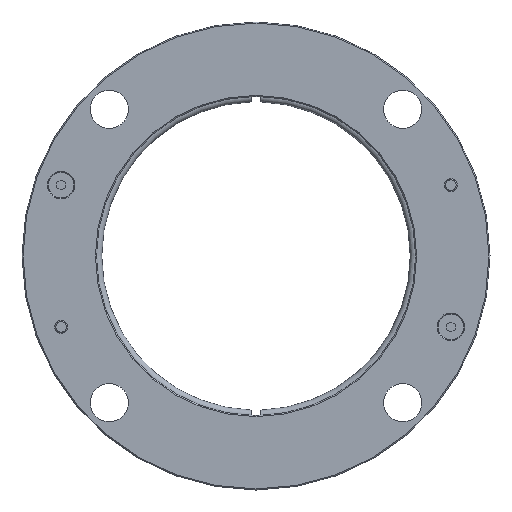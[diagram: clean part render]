
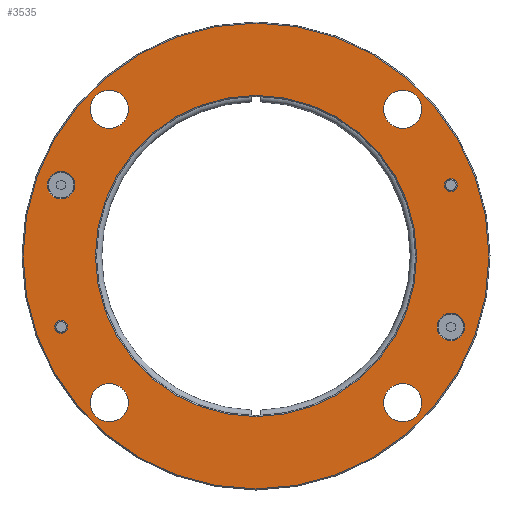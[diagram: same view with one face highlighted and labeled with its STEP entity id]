
A CAD part, front view. The second image highlights one B-rep face of the part: STEP entity #3535.
In plain terms, the highlighted face is planar.
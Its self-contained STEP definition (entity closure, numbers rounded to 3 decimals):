
#239=FACE_BOUND('',#570,.T.);
#240=FACE_BOUND('',#571,.T.);
#241=FACE_BOUND('',#572,.T.);
#242=FACE_BOUND('',#573,.T.);
#243=FACE_BOUND('',#574,.T.);
#244=FACE_BOUND('',#575,.T.);
#245=FACE_BOUND('',#576,.T.);
#246=FACE_BOUND('',#577,.T.);
#247=FACE_BOUND('',#578,.T.);
#274=PLANE('',#3802);
#379=FACE_OUTER_BOUND('',#569,.T.);
#569=EDGE_LOOP('',(#2342));
#570=EDGE_LOOP('',(#2343));
#571=EDGE_LOOP('',(#2344));
#572=EDGE_LOOP('',(#2345));
#573=EDGE_LOOP('',(#2346));
#574=EDGE_LOOP('',(#2347));
#575=EDGE_LOOP('',(#2348));
#576=EDGE_LOOP('',(#2349));
#577=EDGE_LOOP('',(#2350));
#578=EDGE_LOOP('',(#2351));
#1449=CIRCLE('',#3800,6.5);
#1451=CIRCLE('',#3803,109.5);
#1452=CIRCLE('',#3804,6.5);
#1453=CIRCLE('',#3805,3.);
#1454=CIRCLE('',#3806,3.);
#1455=CIRCLE('',#3807,9.);
#1456=CIRCLE('',#3808,9.);
#1457=CIRCLE('',#3809,9.);
#1458=CIRCLE('',#3810,9.);
#1459=CIRCLE('',#3811,75.5);
#1499=VERTEX_POINT('',#4689);
#1501=VERTEX_POINT('',#4695);
#1502=VERTEX_POINT('',#4697);
#1503=VERTEX_POINT('',#4699);
#1504=VERTEX_POINT('',#4701);
#1505=VERTEX_POINT('',#4703);
#1506=VERTEX_POINT('',#4705);
#1507=VERTEX_POINT('',#4707);
#1508=VERTEX_POINT('',#4709);
#1509=VERTEX_POINT('',#4711);
#1834=EDGE_CURVE('',#1499,#1499,#1449,.T.);
#1837=EDGE_CURVE('',#1501,#1501,#1451,.T.);
#1838=EDGE_CURVE('',#1502,#1502,#1452,.T.);
#1839=EDGE_CURVE('',#1503,#1503,#1453,.T.);
#1840=EDGE_CURVE('',#1504,#1504,#1454,.T.);
#1841=EDGE_CURVE('',#1505,#1505,#1455,.T.);
#1842=EDGE_CURVE('',#1506,#1506,#1456,.T.);
#1843=EDGE_CURVE('',#1507,#1507,#1457,.T.);
#1844=EDGE_CURVE('',#1508,#1508,#1458,.T.);
#1845=EDGE_CURVE('',#1509,#1509,#1459,.T.);
#2342=ORIENTED_EDGE('',*,*,#1837,.F.);
#2343=ORIENTED_EDGE('',*,*,#1838,.F.);
#2344=ORIENTED_EDGE('',*,*,#1839,.T.);
#2345=ORIENTED_EDGE('',*,*,#1840,.T.);
#2346=ORIENTED_EDGE('',*,*,#1841,.T.);
#2347=ORIENTED_EDGE('',*,*,#1842,.T.);
#2348=ORIENTED_EDGE('',*,*,#1843,.T.);
#2349=ORIENTED_EDGE('',*,*,#1844,.T.);
#2350=ORIENTED_EDGE('',*,*,#1845,.F.);
#2351=ORIENTED_EDGE('',*,*,#1834,.F.);
#3535=ADVANCED_FACE('',(#379,#239,#240,#241,#242,#243,#244,#245,#246,#247),
#274,.T.);
#3800=AXIS2_PLACEMENT_3D('',#4690,#3990,#3991);
#3802=AXIS2_PLACEMENT_3D('',#4694,#3995,#3996);
#3803=AXIS2_PLACEMENT_3D('',#4696,#3997,#3998);
#3804=AXIS2_PLACEMENT_3D('',#4698,#3999,#4000);
#3805=AXIS2_PLACEMENT_3D('',#4700,#4001,#4002);
#3806=AXIS2_PLACEMENT_3D('',#4702,#4003,#4004);
#3807=AXIS2_PLACEMENT_3D('',#4704,#4005,#4006);
#3808=AXIS2_PLACEMENT_3D('',#4706,#4007,#4008);
#3809=AXIS2_PLACEMENT_3D('',#4708,#4009,#4010);
#3810=AXIS2_PLACEMENT_3D('',#4710,#4011,#4012);
#3811=AXIS2_PLACEMENT_3D('',#4712,#4013,#4014);
#3990=DIRECTION('center_axis',(0.,1.,0.));
#3991=DIRECTION('ref_axis',(1.,0.,0.));
#3995=DIRECTION('center_axis',(0.,1.,0.));
#3996=DIRECTION('ref_axis',(0.,0.,1.));
#3997=DIRECTION('center_axis',(0.,-1.,0.));
#3998=DIRECTION('ref_axis',(1.,0.,0.));
#3999=DIRECTION('center_axis',(0.,1.,0.));
#4000=DIRECTION('ref_axis',(1.,0.,0.));
#4001=DIRECTION('center_axis',(0.,-1.,0.));
#4002=DIRECTION('ref_axis',(1.,0.,0.));
#4003=DIRECTION('center_axis',(0.,-1.,0.));
#4004=DIRECTION('ref_axis',(1.,0.,0.));
#4005=DIRECTION('center_axis',(0.,-1.,0.));
#4006=DIRECTION('ref_axis',(-1.,0.,0.));
#4007=DIRECTION('center_axis',(0.,-1.,0.));
#4008=DIRECTION('ref_axis',(-1.,0.,0.));
#4009=DIRECTION('center_axis',(0.,-1.,0.));
#4010=DIRECTION('ref_axis',(-1.,0.,0.));
#4011=DIRECTION('center_axis',(0.,-1.,0.));
#4012=DIRECTION('ref_axis',(-1.,0.,0.));
#4013=DIRECTION('center_axis',(0.,1.,0.));
#4014=DIRECTION('ref_axis',(1.,0.,0.));
#4689=CARTESIAN_POINT('',(85.12,9.,33.347));
#4690=CARTESIAN_POINT('Origin',(91.62,9.,33.347));
#4694=CARTESIAN_POINT('Origin',(-92.5,9.,0.));
#4695=CARTESIAN_POINT('',(-109.5,9.,0.));
#4696=CARTESIAN_POINT('Origin',(0.,9.,0.));
#4697=CARTESIAN_POINT('',(-98.12,9.,-33.347));
#4698=CARTESIAN_POINT('Origin',(-91.62,9.,-33.347));
#4699=CARTESIAN_POINT('',(88.62,9.,-33.347));
#4700=CARTESIAN_POINT('Origin',(91.62,9.,-33.347));
#4701=CARTESIAN_POINT('',(-94.62,9.,33.347));
#4702=CARTESIAN_POINT('Origin',(-91.62,9.,33.347));
#4703=CARTESIAN_POINT('',(-59.943,9.,-68.943));
#4704=CARTESIAN_POINT('Origin',(-68.943,9.,-68.943));
#4705=CARTESIAN_POINT('',(77.943,9.,-68.943));
#4706=CARTESIAN_POINT('Origin',(68.943,9.,-68.943));
#4707=CARTESIAN_POINT('',(-59.943,9.,68.943));
#4708=CARTESIAN_POINT('Origin',(-68.943,9.,68.943));
#4709=CARTESIAN_POINT('',(77.943,9.,68.943));
#4710=CARTESIAN_POINT('Origin',(68.943,9.,68.943));
#4711=CARTESIAN_POINT('',(-75.5,9.,0.));
#4712=CARTESIAN_POINT('Origin',(0.,9.,0.));
